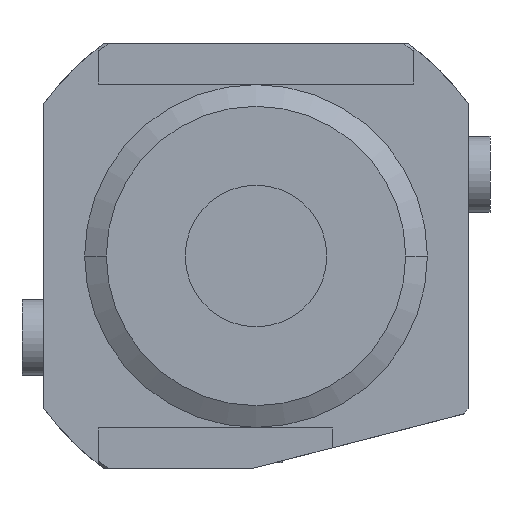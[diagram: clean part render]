
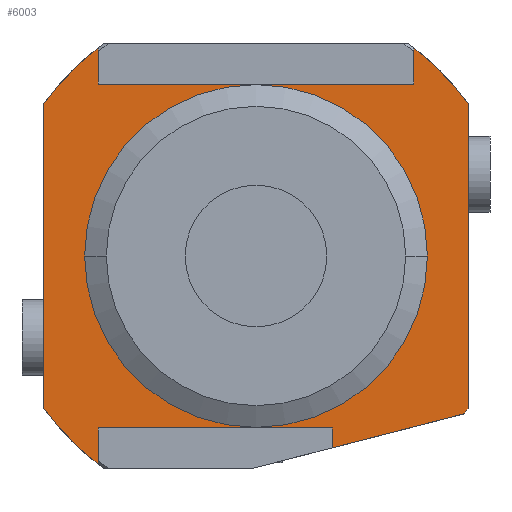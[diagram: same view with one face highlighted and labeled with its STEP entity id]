
A CAD part, left-side view. The second image highlights one B-rep face of the part: STEP entity #6003.
In plain terms, the highlighted planar face has unit normal (-1, 0, 0).
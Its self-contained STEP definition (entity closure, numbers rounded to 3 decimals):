
#1269=DIRECTION('',(0.,0.968,-0.25));
#1270=VECTOR('',#1269,25.068);
#1271=CARTESIAN_POINT('',(-78.8,-38.269,-28.974));
#1272=LINE('',#1271,#1270);
#1273=DIRECTION('',(0.,0.,-1.));
#1274=VECTOR('',#1273,3.15);
#1275=CARTESIAN_POINT('',(-78.8,-14.,-32.1));
#1276=LINE('',#1275,#1274);
#1277=DIRECTION('',(0.,-1.,0.));
#1278=VECTOR('',#1277,43.);
#1279=CARTESIAN_POINT('',(-78.8,29.,-32.1));
#1280=LINE('',#1279,#1278);
#1281=CARTESIAN_POINT('',(-78.8,0.,0.));
#1282=DIRECTION('',(1.,0.,0.));
#1283=DIRECTION('',(0.,0.604,-0.797));
#1284=AXIS2_PLACEMENT_3D('',#1281,#1282,#1283);
#1286=DIRECTION('',(0.,0.,1.));
#1287=VECTOR('',#1286,55.964);
#1288=CARTESIAN_POINT('',(-78.8,39.,-27.982));
#1289=LINE('',#1288,#1287);
#1290=CARTESIAN_POINT('',(-78.8,0.,0.));
#1291=DIRECTION('',(1.,0.,0.));
#1292=DIRECTION('',(0.,0.813,0.583));
#1293=AXIS2_PLACEMENT_3D('',#1290,#1291,#1292);
#1295=DIRECTION('',(0.,-1.,0.));
#1296=VECTOR('',#1295,58.);
#1297=CARTESIAN_POINT('',(-78.8,29.,32.1));
#1298=LINE('',#1297,#1296);
#1299=CARTESIAN_POINT('',(-78.8,0.,0.));
#1300=DIRECTION('',(1.,0.,0.));
#1301=DIRECTION('',(0.,-0.604,0.797));
#1302=AXIS2_PLACEMENT_3D('',#1299,#1300,#1301);
#1304=DIRECTION('',(0.,0.,-1.));
#1305=VECTOR('',#1304,55.964);
#1306=CARTESIAN_POINT('',(-78.8,-39.,27.982));
#1307=LINE('',#1306,#1305);
#1308=CARTESIAN_POINT('',(-78.8,0.,0.));
#1309=DIRECTION('',(1.,0.,0.));
#1310=DIRECTION('',(0.,-0.813,-0.583));
#1311=AXIS2_PLACEMENT_3D('',#1308,#1309,#1310);
#1639=DIRECTION('',(0.,0.,-1.));
#1640=VECTOR('',#1639,6.149);
#1641=CARTESIAN_POINT('',(-78.8,-29.,38.249));
#1642=LINE('',#1641,#1640);
#1697=DIRECTION('',(0.,0.,1.));
#1698=VECTOR('',#1697,6.149);
#1699=CARTESIAN_POINT('',(-78.8,29.,32.1));
#1700=LINE('',#1699,#1698);
#1821=DIRECTION('',(0.,0.,1.));
#1822=VECTOR('',#1821,6.149);
#1823=CARTESIAN_POINT('',(-78.8,29.,-38.249));
#1824=LINE('',#1823,#1822);
#1936=CARTESIAN_POINT('',(-78.8,0.,0.));
#1937=DIRECTION('',(-1.,0.,0.));
#1938=DIRECTION('',(0.,0.,-1.));
#1939=AXIS2_PLACEMENT_3D('',#1936,#1937,#1938);
#1960=CARTESIAN_POINT('',(-78.8,0.,0.));
#1961=DIRECTION('',(-1.,0.,0.));
#1962=DIRECTION('',(0.,0.,1.));
#1963=AXIS2_PLACEMENT_3D('',#1960,#1961,#1962);
#4321=CARTESIAN_POINT('',(-78.8,0.,-28.5));
#4322=CARTESIAN_POINT('',(-78.8,0.,28.5));
#4323=VERTEX_POINT('',#4321);
#4324=VERTEX_POINT('',#4322);
#4343=CARTESIAN_POINT('',(-78.8,29.,38.249));
#4344=VERTEX_POINT('',#4343);
#4345=CARTESIAN_POINT('',(-78.8,29.,-38.249));
#4346=VERTEX_POINT('',#4345);
#4347=CARTESIAN_POINT('',(-78.8,-29.,38.249));
#4348=VERTEX_POINT('',#4347);
#4350=CARTESIAN_POINT('',(-78.8,39.,27.982));
#4352=VERTEX_POINT('',#4350);
#4354=CARTESIAN_POINT('',(-78.8,39.,-27.982));
#4356=VERTEX_POINT('',#4354);
#4358=CARTESIAN_POINT('',(-78.8,-39.,-27.982));
#4360=VERTEX_POINT('',#4358);
#4362=CARTESIAN_POINT('',(-78.8,-39.,27.982));
#4364=VERTEX_POINT('',#4362);
#4389=CARTESIAN_POINT('',(-78.8,29.,32.1));
#4390=CARTESIAN_POINT('',(-78.8,-29.,32.1));
#4391=VERTEX_POINT('',#4389);
#4392=VERTEX_POINT('',#4390);
#4403=CARTESIAN_POINT('',(-78.8,29.,-32.1));
#4404=VERTEX_POINT('',#4403);
#4405=CARTESIAN_POINT('',(-78.8,-38.269,-28.974));
#4406=VERTEX_POINT('',#4405);
#4419=CARTESIAN_POINT('',(-78.8,-14.,-35.25));
#4420=VERTEX_POINT('',#4419);
#4421=CARTESIAN_POINT('',(-78.8,-14.,-32.1));
#4422=VERTEX_POINT('',#4421);
#5965=CARTESIAN_POINT('',(-78.8,57.617,31.6));
#5966=DIRECTION('',(1.,0.,0.));
#5967=DIRECTION('',(0.,0.,-1.));
#5968=AXIS2_PLACEMENT_3D('',#5965,#5966,#5967);
#5969=PLANE('',#5968);
#5971=ORIENTED_EDGE('',*,*,#5970,.T.);
#5973=ORIENTED_EDGE('',*,*,#5972,.F.);
#5975=ORIENTED_EDGE('',*,*,#5974,.F.);
#5977=ORIENTED_EDGE('',*,*,#5976,.F.);
#5979=ORIENTED_EDGE('',*,*,#5978,.T.);
#5981=ORIENTED_EDGE('',*,*,#5980,.T.);
#5983=ORIENTED_EDGE('',*,*,#5982,.T.);
#5985=ORIENTED_EDGE('',*,*,#5984,.F.);
#5987=ORIENTED_EDGE('',*,*,#5986,.T.);
#5989=ORIENTED_EDGE('',*,*,#5988,.F.);
#5991=ORIENTED_EDGE('',*,*,#5990,.T.);
#5992=ORIENTED_EDGE('',*,*,#5935,.T.);
#5994=ORIENTED_EDGE('',*,*,#5993,.T.);
#5995=EDGE_LOOP('',(#5971,#5973,#5975,#5977,#5979,#5981,#5983,#5985,#5987,#5989,
#5991,#5992,#5994));
#5996=FACE_OUTER_BOUND('',#5995,.F.);
#5998=ORIENTED_EDGE('',*,*,#5997,.T.);
#6000=ORIENTED_EDGE('',*,*,#5999,.T.);
#6001=EDGE_LOOP('',(#5998,#6000));
#6002=FACE_BOUND('',#6001,.F.);
#6003=ADVANCED_FACE('',(#5996,#6002),#5969,.F.);
#1285=CIRCLE('',#1284,48.);
#1294=CIRCLE('',#1293,48.);
#1303=CIRCLE('',#1302,48.);
#1312=CIRCLE('',#1311,48.);
#1940=CIRCLE('',#1939,28.5);
#1964=CIRCLE('',#1963,28.5);
#5935=EDGE_CURVE('',#4364,#4360,#1307,.T.);
#5970=EDGE_CURVE('',#4406,#4420,#1272,.T.);
#5972=EDGE_CURVE('',#4422,#4420,#1276,.T.);
#5974=EDGE_CURVE('',#4404,#4422,#1280,.T.);
#5976=EDGE_CURVE('',#4346,#4404,#1824,.T.);
#5978=EDGE_CURVE('',#4346,#4356,#1285,.T.);
#5980=EDGE_CURVE('',#4356,#4352,#1289,.T.);
#5982=EDGE_CURVE('',#4352,#4344,#1294,.T.);
#5984=EDGE_CURVE('',#4391,#4344,#1700,.T.);
#5986=EDGE_CURVE('',#4391,#4392,#1298,.T.);
#5988=EDGE_CURVE('',#4348,#4392,#1642,.T.);
#5990=EDGE_CURVE('',#4348,#4364,#1303,.T.);
#5993=EDGE_CURVE('',#4360,#4406,#1312,.T.);
#5997=EDGE_CURVE('',#4323,#4324,#1940,.T.);
#5999=EDGE_CURVE('',#4324,#4323,#1964,.T.);
